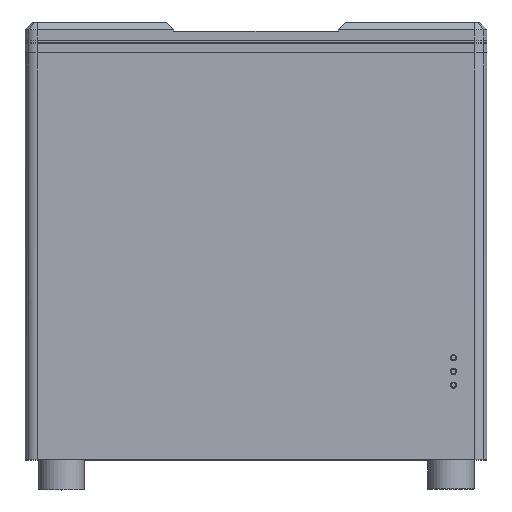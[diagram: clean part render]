
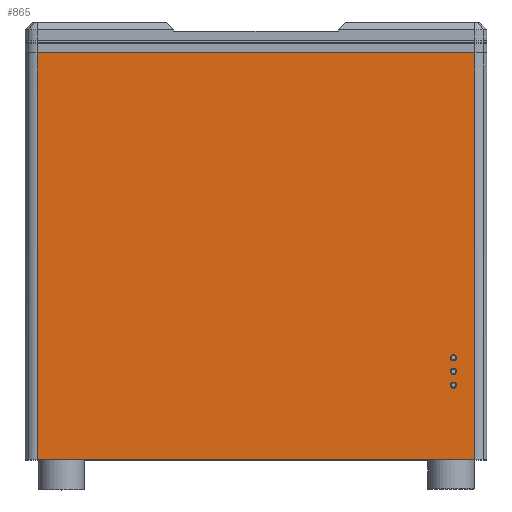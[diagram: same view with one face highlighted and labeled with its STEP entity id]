
A CAD part, top view. The second image highlights one B-rep face of the part: STEP entity #865.
In plain terms, the highlighted planar face has unit normal (0, 0, 1).
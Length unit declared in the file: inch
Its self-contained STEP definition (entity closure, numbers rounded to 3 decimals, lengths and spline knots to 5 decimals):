
#865 = ADVANCED_FACE ( 'NONE', ( #30884, #5991, #17079, #25641 ), #2694, .F. ) ;
#1129 = EDGE_CURVE ( 'NONE', #11391, #13378, #14136, .T. ) ;
#1758 = DIRECTION ( 'NONE',  ( 0., 0., 1. ) ) ;
#2067 = VERTEX_POINT ( 'NONE', #15730 ) ;
#2201 = CIRCLE ( 'NONE', #8613, 0.03937 ) ;
#2490 = CARTESIAN_POINT ( 'NONE',  ( 2.59843, 1.3189, 3.4252 ) ) ;
#2694 = PLANE ( 'NONE',  #31752 ) ;
#3037 = DIRECTION ( 'NONE',  ( 0., 0., 1. ) ) ;
#3073 = VERTEX_POINT ( 'NONE', #20112 ) ;
#3708 = DIRECTION ( 'NONE',  ( -1., 0., 0. ) ) ;
#4673 = DIRECTION ( 'NONE',  ( -1., 0., 0. ) ) ;
#4784 = VECTOR ( 'NONE', #20316, 39.37008 ) ;
#5658 = ORIENTED_EDGE ( 'NONE', *, *, #27340, .F. ) ;
#5693 = VERTEX_POINT ( 'NONE', #34910 ) ;
#5991 = FACE_BOUND ( 'NONE', #21956, .T. ) ;
#6318 = VECTOR ( 'NONE', #6972, 39.37008 ) ;
#6679 = CARTESIAN_POINT ( 'NONE',  ( 1.43701, 0., 3.4252 ) ) ;
#6972 = DIRECTION ( 'NONE',  ( 0., -1., 0. ) ) ;
#7143 = ORIENTED_EDGE ( 'NONE', *, *, #19173, .T. ) ;
#7160 = LINE ( 'NONE', #31856, #6318 ) ;
#7473 = CARTESIAN_POINT ( 'NONE',  ( 2.55906, 1.3189, 3.4252 ) ) ;
#7654 = CIRCLE ( 'NONE', #18118, 0.03937 ) ;
#7746 = DIRECTION ( 'NONE',  ( 0., 0., 1. ) ) ;
#7915 = ORIENTED_EDGE ( 'NONE', *, *, #1129, .F. ) ;
#8313 = EDGE_CURVE ( 'NONE', #3073, #19542, #2201, .T. ) ;
#8407 = ORIENTED_EDGE ( 'NONE', *, *, #13719, .F. ) ;
#8613 = AXIS2_PLACEMENT_3D ( 'NONE', #11449, #14025, #28005 ) ;
#8667 = CARTESIAN_POINT ( 'NONE',  ( 2.88386, 5.26772, 3.4252 ) ) ;
#9035 = DIRECTION ( 'NONE',  ( -1., 0., 0. ) ) ;
#9137 = EDGE_CURVE ( 'NONE', #5693, #26835, #18531, .T. ) ;
#9210 = LINE ( 'NONE', #34672, #4784 ) ;
#9369 = CARTESIAN_POINT ( 'NONE',  ( -2.83465, 0., 3.4252 ) ) ;
#9411 = LINE ( 'NONE', #6679, #11149 ) ;
#9978 = DIRECTION ( 'NONE',  ( -1., 0., 0. ) ) ;
#10012 = DIRECTION ( 'NONE',  ( 0., 0., 1. ) ) ;
#10498 = VERTEX_POINT ( 'NONE', #9369 ) ;
#10906 = AXIS2_PLACEMENT_3D ( 'NONE', #32714, #10012, #15822 ) ;
#11149 = VECTOR ( 'NONE', #28842, 39.37008 ) ;
#11340 = EDGE_LOOP ( 'NONE', ( #7915, #8407, #7143, #28319 ) ) ;
#11391 = VERTEX_POINT ( 'NONE', #15100 ) ;
#11449 = CARTESIAN_POINT ( 'NONE',  ( 2.55906, 0.96457, 3.4252 ) ) ;
#13378 = VERTEX_POINT ( 'NONE', #24170 ) ;
#13593 = EDGE_CURVE ( 'NONE', #28299, #2067, #7654, .T. ) ;
#13719 = EDGE_CURVE ( 'NONE', #10498, #11391, #9210, .T. ) ;
#14025 = DIRECTION ( 'NONE',  ( 0., 0., 1. ) ) ;
#14136 = LINE ( 'NONE', #8667, #18157 ) ;
#15100 = CARTESIAN_POINT ( 'NONE',  ( -2.83465, 5.26772, 3.4252 ) ) ;
#15730 = CARTESIAN_POINT ( 'NONE',  ( 2.59843, 1.14173, 3.4252 ) ) ;
#15822 = DIRECTION ( 'NONE',  ( -1., 0., 0. ) ) ;
#16591 = ORIENTED_EDGE ( 'NONE', *, *, #13593, .F. ) ;
#16670 = EDGE_CURVE ( 'NONE', #19542, #3073, #19781, .T. ) ;
#17068 = AXIS2_PLACEMENT_3D ( 'NONE', #22114, #7746, #32815 ) ;
#17079 = FACE_BOUND ( 'NONE', #23174, .T. ) ;
#18118 = AXIS2_PLACEMENT_3D ( 'NONE', #22885, #3037, #9035 ) ;
#18157 = VECTOR ( 'NONE', #27945, 39.37008 ) ;
#18531 = CIRCLE ( 'NONE', #20272, 0.03937 ) ;
#19173 = EDGE_CURVE ( 'NONE', #10498, #26197, #9411, .T. ) ;
#19542 = VERTEX_POINT ( 'NONE', #34775 ) ;
#19781 = CIRCLE ( 'NONE', #33139, 0.03937 ) ;
#20112 = CARTESIAN_POINT ( 'NONE',  ( 2.59843, 0.96457, 3.4252 ) ) ;
#20272 = AXIS2_PLACEMENT_3D ( 'NONE', #7473, #28617, #3708 ) ;
#20316 = DIRECTION ( 'NONE',  ( 0., 1., 0. ) ) ;
#21179 = ORIENTED_EDGE ( 'NONE', *, *, #16670, .F. ) ;
#21956 = EDGE_LOOP ( 'NONE', ( #5658, #16591 ) ) ;
#21967 = CIRCLE ( 'NONE', #10906, 0.03937 ) ;
#22114 = CARTESIAN_POINT ( 'NONE',  ( 2.55906, 1.14173, 3.4252 ) ) ;
#22331 = CIRCLE ( 'NONE', #17068, 0.03937 ) ;
#22465 = EDGE_CURVE ( 'NONE', #13378, #26197, #7160, .T. ) ;
#22885 = CARTESIAN_POINT ( 'NONE',  ( 2.55906, 1.14173, 3.4252 ) ) ;
#23174 = EDGE_LOOP ( 'NONE', ( #34342, #26939 ) ) ;
#24170 = CARTESIAN_POINT ( 'NONE',  ( 2.83465, 5.26772, 3.4252 ) ) ;
#25641 = FACE_BOUND ( 'NONE', #32053, .T. ) ;
#26197 = VERTEX_POINT ( 'NONE', #34582 ) ;
#26322 = CARTESIAN_POINT ( 'NONE',  ( 2.51969, 1.14173, 3.4252 ) ) ;
#26835 = VERTEX_POINT ( 'NONE', #2490 ) ;
#26939 = ORIENTED_EDGE ( 'NONE', *, *, #9137, .F. ) ;
#27340 = EDGE_CURVE ( 'NONE', #2067, #28299, #22331, .T. ) ;
#27614 = DIRECTION ( 'NONE',  ( 0., 0., -1. ) ) ;
#27621 = ORIENTED_EDGE ( 'NONE', *, *, #8313, .F. ) ;
#27945 = DIRECTION ( 'NONE',  ( 1., 0., 0. ) ) ;
#28005 = DIRECTION ( 'NONE',  ( -1., 0., 0. ) ) ;
#28158 = CARTESIAN_POINT ( 'NONE',  ( 2.87402, 2.66732, 3.4252 ) ) ;
#28299 = VERTEX_POINT ( 'NONE', #26322 ) ;
#28319 = ORIENTED_EDGE ( 'NONE', *, *, #22465, .F. ) ;
#28617 = DIRECTION ( 'NONE',  ( 0., 0., 1. ) ) ;
#28842 = DIRECTION ( 'NONE',  ( 1., 0., 0. ) ) ;
#30884 = FACE_OUTER_BOUND ( 'NONE', #11340, .T. ) ;
#31752 = AXIS2_PLACEMENT_3D ( 'NONE', #28158, #27614, #9978 ) ;
#31856 = CARTESIAN_POINT ( 'NONE',  ( 2.83465, 2.66732, 3.4252 ) ) ;
#32053 = EDGE_LOOP ( 'NONE', ( #27621, #21179 ) ) ;
#32714 = CARTESIAN_POINT ( 'NONE',  ( 2.55906, 1.3189, 3.4252 ) ) ;
#32815 = DIRECTION ( 'NONE',  ( -1., 0., 0. ) ) ;
#32883 = EDGE_CURVE ( 'NONE', #26835, #5693, #21967, .T. ) ;
#33139 = AXIS2_PLACEMENT_3D ( 'NONE', #35226, #1758, #4673 ) ;
#34342 = ORIENTED_EDGE ( 'NONE', *, *, #32883, .F. ) ;
#34582 = CARTESIAN_POINT ( 'NONE',  ( 2.83465, 0., 3.4252 ) ) ;
#34672 = CARTESIAN_POINT ( 'NONE',  ( -2.83465, 2.66732, 3.4252 ) ) ;
#34775 = CARTESIAN_POINT ( 'NONE',  ( 2.51969, 0.96457, 3.4252 ) ) ;
#34910 = CARTESIAN_POINT ( 'NONE',  ( 2.51969, 1.3189, 3.4252 ) ) ;
#35226 = CARTESIAN_POINT ( 'NONE',  ( 2.55906, 0.96457, 3.4252 ) ) ;
